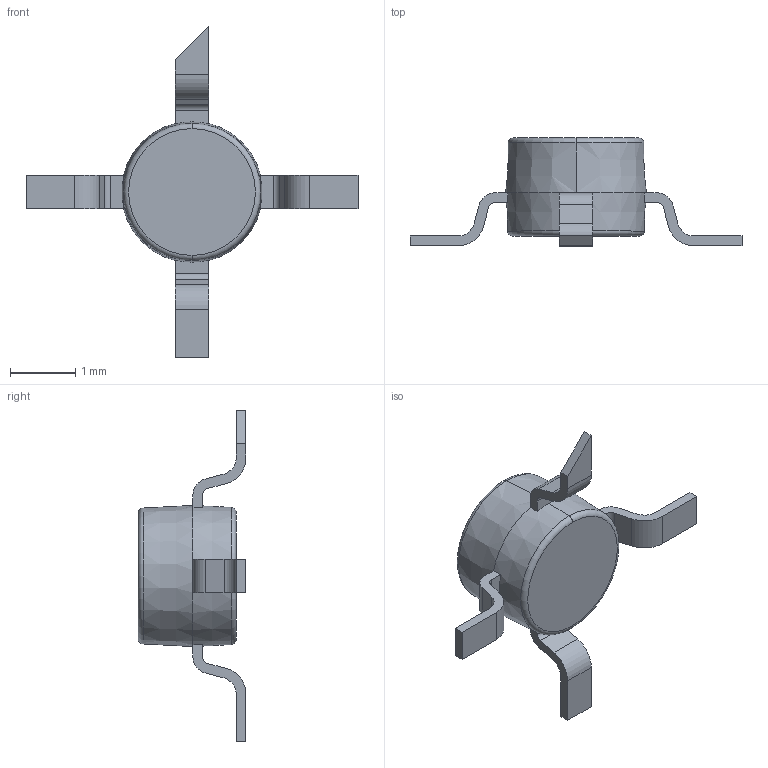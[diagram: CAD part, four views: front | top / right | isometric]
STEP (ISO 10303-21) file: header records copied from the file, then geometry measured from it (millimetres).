
FILE_DESCRIPTION (( 'STEP AP214' ), '1' );
FILE_NAME ('User Library-SGA-6386z.STEP', '2014-09-22T21:56:26', ( 'Windows User' ), ( '' ), 'SwSTEP 2.0', 'SolidWorks 2014', '' );
FILE_SCHEMA (( 'AUTOMOTIVE_DESIGN' ));
Length unit declared in the file: millimetre
Products named in the file (1): User Library-SGA-6386z
Bounding box: 5.08 x 1.65 x 5.08 mm (x, y, z)
Volume: 5.8 mm3; surface area: 26 mm2
Topology: 1 solids, 1 shells, 65 faces, 174 edges, 112 vertices
Faces by surface type: plane 39, cylinder 18, torus 4, cone 4
Entity records: 2188 total; most frequent: CARTESIAN_POINT 376, DIRECTION 362, ORIENTED_EDGE 348, EDGE_CURVE 174, AXIS2_PLACEMENT_3D 130, VERTEX_POINT 112, VECTOR 102, LINE 102
